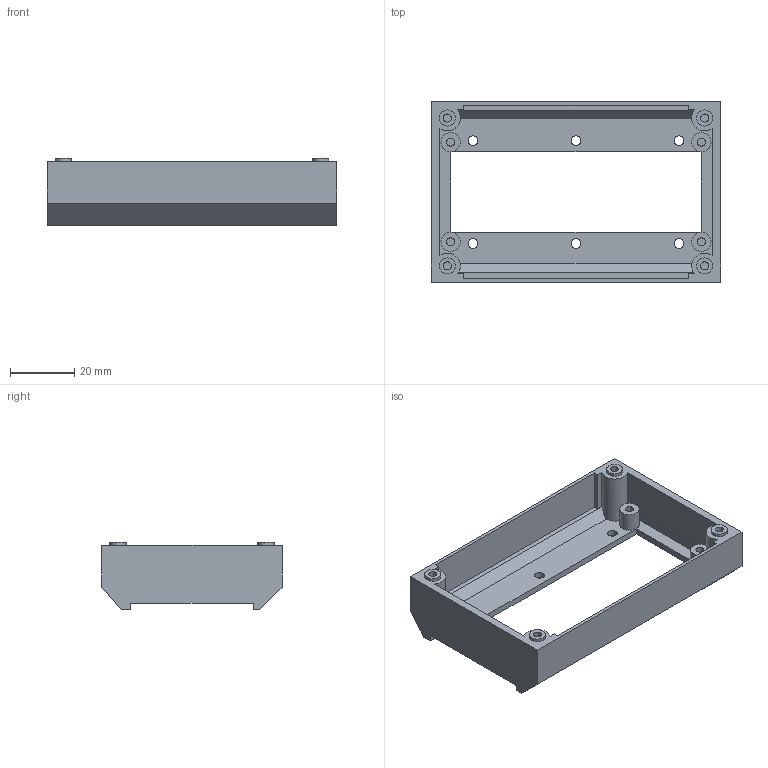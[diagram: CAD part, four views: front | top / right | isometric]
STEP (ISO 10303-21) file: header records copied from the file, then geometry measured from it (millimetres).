
FILE_DESCRIPTION(('FreeCAD Model'),'2;1');
FILE_NAME('Open CASCADE Shape Model','2024-07-01T11:54:34',('Author'),( ''),'Open CASCADE STEP processor 7.6','FreeCAD','Unknown');
FILE_SCHEMA(('AUTOMOTIVE_DESIGN { 1 0 10303 214 1 1 1 1 }'));
Length unit declared in the file: millimetre
Products named in the file (1): Bottom
Bounding box: 90 x 56 x 21 mm (x, y, z)
Volume: 17118.3 mm3; surface area: 17321.2 mm2
Topology: 1 solids, 1 shells, 82 faces, 198 edges, 131 vertices
Faces by surface type: plane 53, cylinder 29
Full cylindrical faces by diameter (mm): 2.5 x8, 3 x6, 5 x4, 6 x4
Entity records: 2476 total; most frequent: DIRECTION 444, CARTESIAN_POINT 412, ORIENTED_EDGE 396, EDGE_CURVE 198, AXIS2_PLACEMENT_3D 163, VERTEX_POINT 131, LINE 118, VECTOR 118
